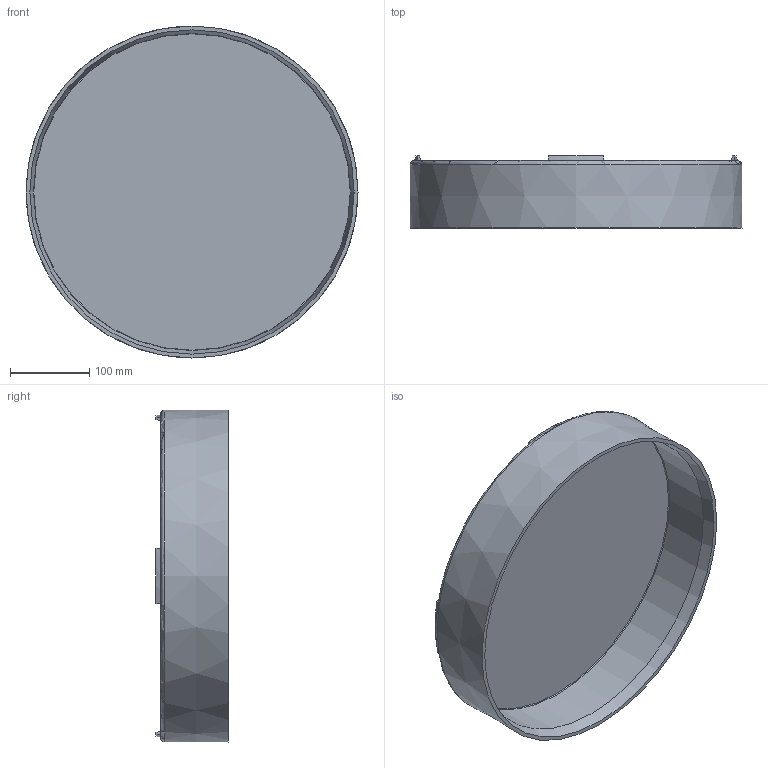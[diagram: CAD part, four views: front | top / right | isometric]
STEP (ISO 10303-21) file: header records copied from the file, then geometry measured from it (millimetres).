
FILE_DESCRIPTION(/* description */ (''),/* implementation_level */ '2;1');
FILE_NAME(/* name */ '226630 KGK Kappe DN_OD 400.stp',/* time_stamp */ '2017-05-22T14:30:56+02:00',/* author */ ('user1'),/* organization */ (''),/* preprocessor_version */ 'ST-DEVELOPER v16.1',/* originating_system */ 'Autodesk Inventor 2016',/* authorisation */ '');
FILE_SCHEMA (('AUTOMOTIVE_DESIGN { 1 0 10303 214 3 1 1 }'));
Length unit declared in the file: millimetre
Products named in the file (1): 226630 KGK Kappe DN_OD 400
Bounding box: 418.8 x 91 x 418.8 mm (x, y, z)
Volume: 2036862.8 mm3; surface area: 478452.7 mm2
Topology: 1 solids, 1 shells, 28 faces, 61 edges, 40 vertices
Faces by surface type: plane 15, cone 11, torus 2
Entity records: 762 total; most frequent: DIRECTION 136, CARTESIAN_POINT 123, ORIENTED_EDGE 110, EDGE_CURVE 55, AXIS2_PLACEMENT_3D 52, VERTEX_POINT 39, EDGE_LOOP 38, LINE 32
